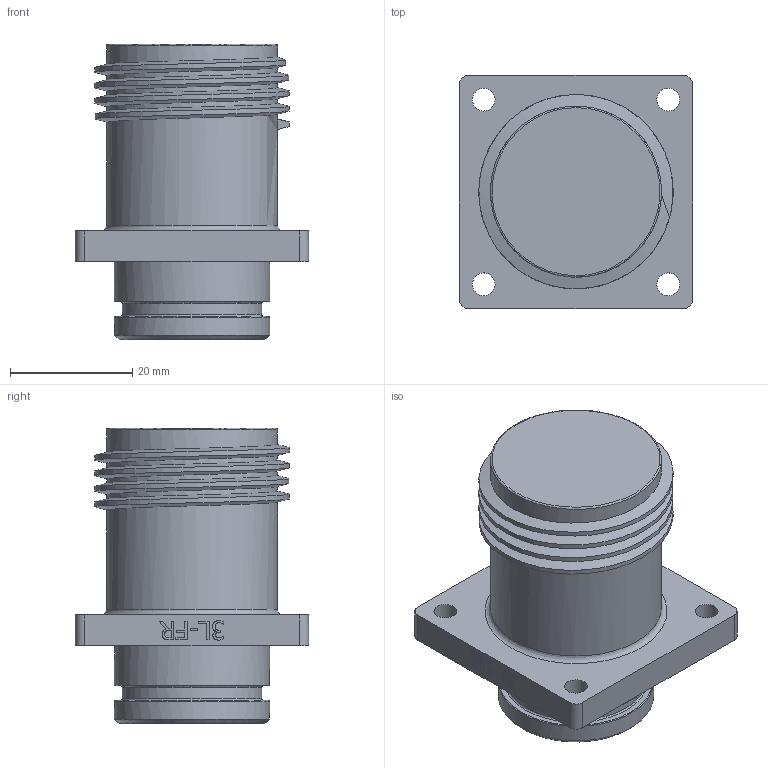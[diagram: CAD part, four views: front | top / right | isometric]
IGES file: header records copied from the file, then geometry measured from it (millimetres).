
Global section: file name: 3L-FR; native system: Autodesk Inventor 2015; preprocessor: unknown; author: K. WOOD; date: 20161103.100537; units: inch
Bounding box: 38.11 x 38.1 x 48.26 mm (x, y, z)
Volume: 32516.3 mm3; surface area: 8947.5 mm2
Topology: 1 solids, 1 shells, 236 faces, 635 edges, 427 vertices
Faces by surface type: bspline 236
